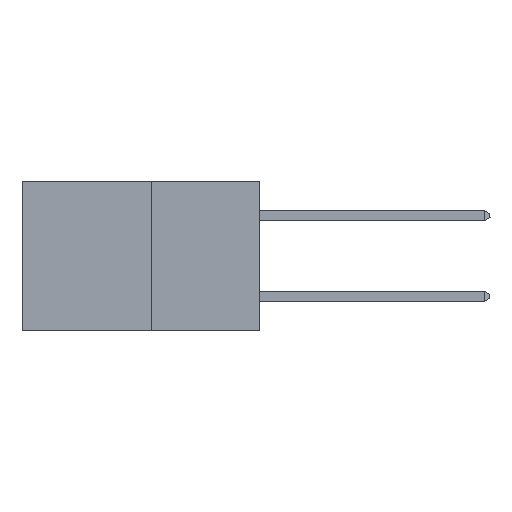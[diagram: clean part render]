
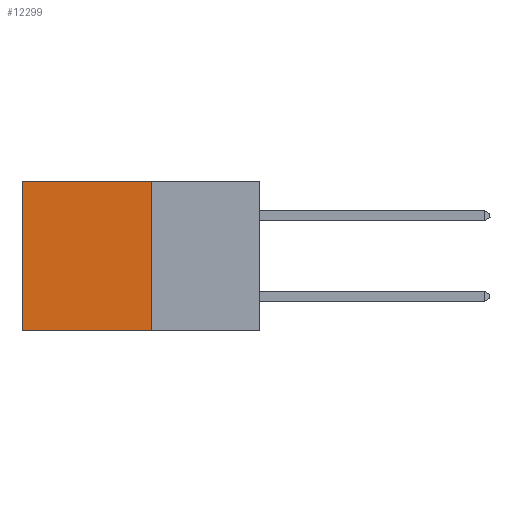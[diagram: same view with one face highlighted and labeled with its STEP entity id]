
A CAD part, left-side view. The second image highlights one B-rep face of the part: STEP entity #12299.
In plain terms, the highlighted planar face has unit normal (-1, 0, 0).
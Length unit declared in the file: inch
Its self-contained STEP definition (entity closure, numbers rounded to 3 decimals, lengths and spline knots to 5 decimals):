
#85 = VERTEX_POINT ( 'NONE', #13305 ) ;
#112 = VERTEX_POINT ( 'NONE', #4696 ) ;
#652 = EDGE_CURVE ( 'NONE', #112, #85, #9729, .T. ) ;
#1555 = VECTOR ( 'NONE', #10269, 39.37008 ) ;
#2628 = LINE ( 'NONE', #5475, #10246 ) ;
#2712 = VECTOR ( 'NONE', #14000, 39.37008 ) ;
#3192 = LINE ( 'NONE', #12477, #2712 ) ;
#3376 = EDGE_CURVE ( 'NONE', #18768, #14964, #2628, .T. ) ;
#4284 = FACE_OUTER_BOUND ( 'NONE', #6671, .T. ) ;
#4696 = CARTESIAN_POINT ( 'NONE',  ( 0.277, 0.27, 0. ) ) ;
#4882 = AXIS2_PLACEMENT_3D ( 'NONE', #7626, #19744, #10693 ) ;
#4960 = ORIENTED_EDGE ( 'NONE', *, *, #652, .T. ) ;
#5456 = DIRECTION ( 'NONE',  ( 0., 1., 0. ) ) ;
#5475 = CARTESIAN_POINT ( 'NONE',  ( 0.277, 0.27, -0.37 ) ) ;
#5925 = EDGE_CURVE ( 'NONE', #112, #18768, #7057, .T. ) ;
#6077 = PLANE ( 'NONE',  #4882 ) ;
#6088 = ORIENTED_EDGE ( 'NONE', *, *, #8359, .T. ) ;
#6390 = ORIENTED_EDGE ( 'NONE', *, *, #5925, .F. ) ;
#6671 = EDGE_LOOP ( 'NONE', ( #6088, #6813, #6390, #4960 ) ) ;
#6813 = ORIENTED_EDGE ( 'NONE', *, *, #3376, .F. ) ;
#7057 = LINE ( 'NONE', #7932, #10640 ) ;
#7626 = CARTESIAN_POINT ( 'NONE',  ( 0.277, 0.27, -0.37 ) ) ;
#7932 = CARTESIAN_POINT ( 'NONE',  ( 0.277, 0.27, -0.37 ) ) ;
#8359 = EDGE_CURVE ( 'NONE', #85, #14964, #3192, .T. ) ;
#9729 = LINE ( 'NONE', #10404, #1555 ) ;
#10246 = VECTOR ( 'NONE', #5456, 39.37008 ) ;
#10269 = DIRECTION ( 'NONE',  ( 0., 1., 0. ) ) ;
#10404 = CARTESIAN_POINT ( 'NONE',  ( 0.277, 0.27, 0. ) ) ;
#10640 = VECTOR ( 'NONE', #18557, 39.37008 ) ;
#10693 = DIRECTION ( 'NONE',  ( 0., 0., -1. ) ) ;
#11434 = CARTESIAN_POINT ( 'NONE',  ( 0.277, 0.59, -0.37 ) ) ;
#12299 = ADVANCED_FACE ( 'NONE', ( #4284 ), #6077, .F. ) ;
#12477 = CARTESIAN_POINT ( 'NONE',  ( 0.277, 0.59, -0.37 ) ) ;
#13305 = CARTESIAN_POINT ( 'NONE',  ( 0.277, 0.59, 0. ) ) ;
#13360 = CARTESIAN_POINT ( 'NONE',  ( 0.277, 0.27, -0.37 ) ) ;
#14000 = DIRECTION ( 'NONE',  ( 0., 0., -1. ) ) ;
#14964 = VERTEX_POINT ( 'NONE', #11434 ) ;
#18557 = DIRECTION ( 'NONE',  ( 0., 0., -1. ) ) ;
#18768 = VERTEX_POINT ( 'NONE', #13360 ) ;
#19744 = DIRECTION ( 'NONE',  ( 1., 0., 0. ) ) ;
